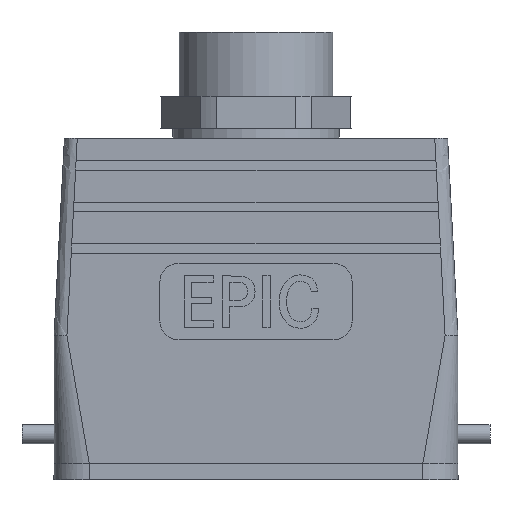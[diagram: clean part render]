
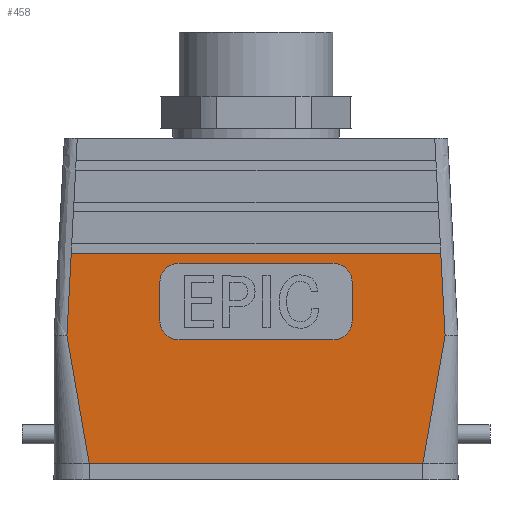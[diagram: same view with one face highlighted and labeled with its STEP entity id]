
A CAD part, left-side view. The second image highlights one B-rep face of the part: STEP entity #458.
In plain terms, the highlighted planar face has unit normal (-1, 0, -0.029).
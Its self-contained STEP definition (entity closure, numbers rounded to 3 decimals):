
#458 = ADVANCED_FACE( '', ( #972, #973 ), #974, .F. );
#972 = FACE_BOUND( '', #1747, .T. );
#973 = FACE_OUTER_BOUND( '', #1748, .T. );
#974 = PLANE( '', #1749 );
#1747 = EDGE_LOOP( '', ( #3157, #3158, #3159, #3160, #3161, #3162, #3163, #3164 ) );
#1748 = EDGE_LOOP( '', ( #3165, #3166, #3167, #3168, #3169, #3170 ) );
#1749 = AXIS2_PLACEMENT_3D( '', #3171, #3172, #3173 );
#3157 = ORIENTED_EDGE( '', *, *, #4028, .T. );
#3158 = ORIENTED_EDGE( '', *, *, #4029, .F. );
#3159 = ORIENTED_EDGE( '', *, *, #4030, .F. );
#3160 = ORIENTED_EDGE( '', *, *, #3838, .F. );
#3161 = ORIENTED_EDGE( '', *, *, #3673, .F. );
#3162 = ORIENTED_EDGE( '', *, *, #3835, .F. );
#3163 = ORIENTED_EDGE( '', *, *, #3594, .T. );
#3164 = ORIENTED_EDGE( '', *, *, #3760, .T. );
#3165 = ORIENTED_EDGE( '', *, *, #3819, .T. );
#3166 = ORIENTED_EDGE( '', *, *, #3977, .F. );
#3167 = ORIENTED_EDGE( '', *, *, #3868, .F. );
#3168 = ORIENTED_EDGE( '', *, *, #3738, .F. );
#3169 = ORIENTED_EDGE( '', *, *, #3999, .F. );
#3170 = ORIENTED_EDGE( '', *, *, #3658, .T. );
#3171 = CARTESIAN_POINT( '', ( -14.75, 31.5, 0. ) );
#3172 = DIRECTION( '', ( 1., 0., 0.029 ) );
#3173 = DIRECTION( '', ( 0.029, 0., -1. ) );
#3594 = EDGE_CURVE( '', #4242, #4243, #4244, .F. );
#3658 = EDGE_CURVE( '', #4355, #4353, #4356, .T. );
#3673 = EDGE_CURVE( '', #4379, #4380, #4381, .F. );
#3738 = EDGE_CURVE( '', #4491, #4493, #4494, .T. );
#3760 = EDGE_CURVE( '', #4243, #4527, #4528, .T. );
#3819 = EDGE_CURVE( '', #4353, #4611, #4613, .F. );
#3835 = EDGE_CURVE( '', #4242, #4379, #4633, .T. );
#3838 = EDGE_CURVE( '', #4380, #4636, #4637, .T. );
#3868 = EDGE_CURVE( '', #4493, #4670, #4675, .F. );
#3977 = EDGE_CURVE( '', #4670, #4611, #4813, .T. );
#3999 = EDGE_CURVE( '', #4355, #4491, #4838, .T. );
#4028 = EDGE_CURVE( '', #4527, #4871, #4872, .F. );
#4029 = EDGE_CURVE( '', #4873, #4871, #4874, .T. );
#4030 = EDGE_CURVE( '', #4636, #4873, #4875, .F. );
#4242 = VERTEX_POINT( '', #5204 );
#4243 = VERTEX_POINT( '', #5205 );
#4244 = ELLIPSE( '', #5206, 3.001, 3. );
#4353 = VERTEX_POINT( '', #5380 );
#4355 = VERTEX_POINT( '', #5395 );
#4356 = B_SPLINE_CURVE_WITH_KNOTS( '', 3, ( #5396, #5397, #5398, #5399 ), .UNSPECIFIED., .F., .F., ( 4, 4 ), ( 0.516, 0.599 ), .UNSPECIFIED. );
#4379 = VERTEX_POINT( '', #5445 );
#4380 = VERTEX_POINT( '', #5446 );
#4381 = ELLIPSE( '', #5447, 3.001, 3. );
#4491 = VERTEX_POINT( '', #5652 );
#4493 = VERTEX_POINT( '', #5657 );
#4494 = B_SPLINE_CURVE_WITH_KNOTS( '', 3, ( #5658, #5659, #5660, #5661 ), .UNSPECIFIED., .F., .F., ( 4, 4 ), ( 0.516, 0.599 ), .UNSPECIFIED. );
#4527 = VERTEX_POINT( '', #5721 );
#4528 = LINE( '', #5722, #5723 );
#4611 = VERTEX_POINT( '', #5919 );
#4613 = B_SPLINE_CURVE_WITH_KNOTS( '', 3, ( #5930, #5931, #5932, #5933 ), .UNSPECIFIED., .F., .F., ( 4, 4 ), ( 0.562, 0.84 ), .UNSPECIFIED. );
#4633 = LINE( '', #5979, #5980 );
#4636 = VERTEX_POINT( '', #5984 );
#4637 = LINE( '', #5985, #5986 );
#4670 = VERTEX_POINT( '', #6038 );
#4675 = B_SPLINE_CURVE_WITH_KNOTS( '', 3, ( #6084, #6085, #6086, #6087 ), .UNSPECIFIED., .F., .F., ( 4, 4 ), ( 0.562, 0.84 ), .UNSPECIFIED. );
#4813 = B_SPLINE_CURVE_WITH_KNOTS( '', 1, ( #6383, #6384 ), .UNSPECIFIED., .F., .F., ( 2, 2 ), ( 0., 1. ), .UNSPECIFIED. );
#4838 = LINE( '', #6428, #6429 );
#4871 = VERTEX_POINT( '', #6476 );
#4872 = ELLIPSE( '', #6477, 3.001, 3. );
#4873 = VERTEX_POINT( '', #6478 );
#4874 = LINE( '', #6479, #6480 );
#4875 = ELLIPSE( '', #6481, 3.001, 3. );
#5204 = CARTESIAN_POINT( '', ( -15.643, -12., 31.3 ) );
#5205 = CARTESIAN_POINT( '', ( -15.558, -15., 28.3 ) );
#5206 = AXIS2_PLACEMENT_3D( '', #6650, #6651, #6652 );
#5380 = CARTESIAN_POINT( '', ( -15.32, 29.496, 19.975 ) );
#5395 = CARTESIAN_POINT( '', ( -15.686, 28.823, 32.8 ) );
#5396 = CARTESIAN_POINT( '', ( -15.686, 28.823, 32.8 ) );
#5397 = CARTESIAN_POINT( '', ( -15.564, 29.047, 28.525 ) );
#5398 = CARTESIAN_POINT( '', ( -15.442, 29.272, 24.25 ) );
#5399 = CARTESIAN_POINT( '', ( -15.32, 29.496, 19.975 ) );
#5445 = CARTESIAN_POINT( '', ( -15.643, 12., 31.3 ) );
#5446 = CARTESIAN_POINT( '', ( -15.558, 15., 28.3 ) );
#5447 = AXIS2_PLACEMENT_3D( '', #6708, #6709, #6710 );
#5652 = CARTESIAN_POINT( '', ( -15.686, -28.823, 32.8 ) );
#5657 = CARTESIAN_POINT( '', ( -15.32, -29.496, 19.975 ) );
#5658 = CARTESIAN_POINT( '', ( -15.686, -28.823, 32.8 ) );
#5659 = CARTESIAN_POINT( '', ( -15.564, -29.047, 28.525 ) );
#5660 = CARTESIAN_POINT( '', ( -15.442, -29.272, 24.25 ) );
#5661 = CARTESIAN_POINT( '', ( -15.32, -29.496, 19.975 ) );
#5721 = CARTESIAN_POINT( '', ( -15.387, -15., 22.3 ) );
#5722 = CARTESIAN_POINT( '', ( -14.75, -15., 0. ) );
#5723 = VECTOR( '', #6802, 1000. );
#5919 = CARTESIAN_POINT( '', ( -14.755, 26.014, 0. ) );
#5930 = CARTESIAN_POINT( '', ( -14.75, 26.027, 0. ) );
#5931 = CARTESIAN_POINT( '', ( -14.94, 27.183, 6.658 ) );
#5932 = CARTESIAN_POINT( '', ( -15.13, 28.339, 13.316 ) );
#5933 = CARTESIAN_POINT( '', ( -15.32, 29.496, 19.975 ) );
#5979 = CARTESIAN_POINT( '', ( -15.643, 31.5, 31.3 ) );
#5980 = VECTOR( '', #6851, 1000. );
#5984 = CARTESIAN_POINT( '', ( -15.387, 15., 22.3 ) );
#5985 = CARTESIAN_POINT( '', ( -14.75, 15., 0. ) );
#5986 = VECTOR( '', #6853, 1000. );
#6038 = CARTESIAN_POINT( '', ( -14.755, -26.016, 0. ) );
#6084 = CARTESIAN_POINT( '', ( -14.75, -26.027, 0. ) );
#6085 = CARTESIAN_POINT( '', ( -14.94, -27.183, 6.658 ) );
#6086 = CARTESIAN_POINT( '', ( -15.13, -28.339, 13.316 ) );
#6087 = CARTESIAN_POINT( '', ( -15.32, -29.496, 19.975 ) );
#6383 = CARTESIAN_POINT( '', ( -14.76, -26., 0. ) );
#6384 = CARTESIAN_POINT( '', ( -14.76, 26., 0. ) );
#6428 = CARTESIAN_POINT( '', ( -15.686, 31.5, 32.8 ) );
#6429 = VECTOR( '', #6950, 1000. );
#6476 = CARTESIAN_POINT( '', ( -15.301, -12., 19.3 ) );
#6477 = AXIS2_PLACEMENT_3D( '', #6971, #6972, #6973 );
#6478 = CARTESIAN_POINT( '', ( -15.301, 12., 19.3 ) );
#6479 = CARTESIAN_POINT( '', ( -15.301, 31.5, 19.3 ) );
#6480 = VECTOR( '', #6974, 1000. );
#6481 = AXIS2_PLACEMENT_3D( '', #6975, #6976, #6977 );
#6650 = CARTESIAN_POINT( '', ( -15.558, -12., 28.3 ) );
#6651 = DIRECTION( '', ( -1., 0., -0.029 ) );
#6652 = DIRECTION( '', ( 0.029, 0., -1. ) );
#6708 = CARTESIAN_POINT( '', ( -15.558, 12., 28.3 ) );
#6709 = DIRECTION( '', ( 1., 0., 0.029 ) );
#6710 = DIRECTION( '', ( 0.029, 0., -1. ) );
#6802 = DIRECTION( '', ( 0.029, 0., -1. ) );
#6851 = DIRECTION( '', ( 0., 1., 0. ) );
#6853 = DIRECTION( '', ( 0.029, 0., -1. ) );
#6950 = DIRECTION( '', ( 0., -1., 0. ) );
#6971 = CARTESIAN_POINT( '', ( -15.387, -12., 22.3 ) );
#6972 = DIRECTION( '', ( -1., 0., -0.029 ) );
#6973 = DIRECTION( '', ( 0.029, 0., -1. ) );
#6974 = DIRECTION( '', ( 0., -1., 0. ) );
#6975 = CARTESIAN_POINT( '', ( -15.387, 12., 22.3 ) );
#6976 = DIRECTION( '', ( 1., 0., 0.029 ) );
#6977 = DIRECTION( '', ( 0.029, 0., -1. ) );
